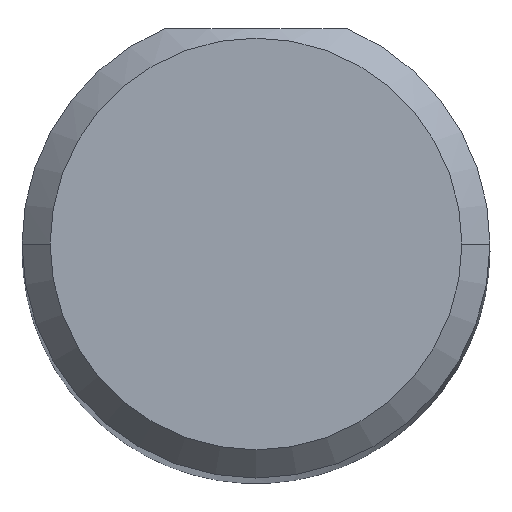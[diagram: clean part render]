
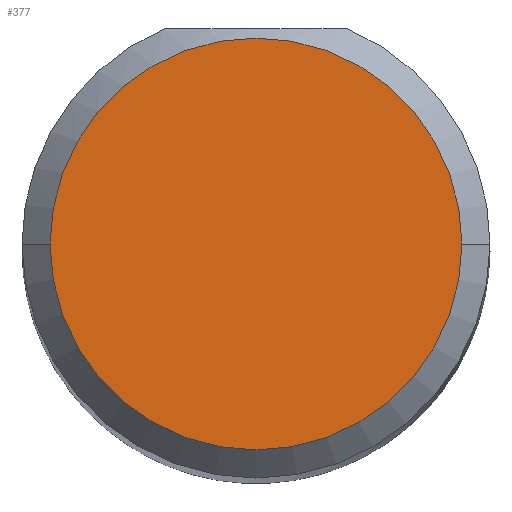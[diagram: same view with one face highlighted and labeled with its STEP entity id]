
A CAD part, top view. The second image highlights one B-rep face of the part: STEP entity #377.
In plain terms, the highlighted planar face has unit normal (0, 0, 1).
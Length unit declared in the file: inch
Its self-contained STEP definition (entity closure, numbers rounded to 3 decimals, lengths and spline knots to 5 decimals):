
#2 = EDGE_CURVE ( 'NONE', #524, #191, #213, .T. ) ;
#58 = CARTESIAN_POINT ( 'NONE',  ( 0., 0., 2.5 ) ) ;
#97 = EDGE_LOOP ( 'NONE', ( #510, #221 ) ) ;
#101 = CARTESIAN_POINT ( 'NONE',  ( 0., 0., 2.5 ) ) ;
#137 = DIRECTION ( 'NONE',  ( 0., 0., 1. ) ) ;
#177 = AXIS2_PLACEMENT_3D ( 'NONE', #58, #240, #232 ) ;
#191 = VERTEX_POINT ( 'NONE', #318 ) ;
#213 = CIRCLE ( 'NONE', #177, 0.11 ) ;
#220 = CARTESIAN_POINT ( 'NONE',  ( 0., 0., 2.5 ) ) ;
#221 = ORIENTED_EDGE ( 'NONE', *, *, #2, .T. ) ;
#232 = DIRECTION ( 'NONE',  ( 1., 0., 0. ) ) ;
#240 = DIRECTION ( 'NONE',  ( 0., 0., 1. ) ) ;
#271 = AXIS2_PLACEMENT_3D ( 'NONE', #101, #137, #463 ) ;
#294 = PLANE ( 'NONE',  #271 ) ;
#318 = CARTESIAN_POINT ( 'NONE',  ( -0.11, 0., 2.5 ) ) ;
#319 = CARTESIAN_POINT ( 'NONE',  ( 0.11, 0., 2.5 ) ) ;
#320 = CIRCLE ( 'NONE', #350, 0.11 ) ;
#336 = FACE_OUTER_BOUND ( 'NONE', #97, .T. ) ;
#341 = DIRECTION ( 'NONE',  ( 1., 0., 0. ) ) ;
#350 = AXIS2_PLACEMENT_3D ( 'NONE', #220, #416, #341 ) ;
#373 = EDGE_CURVE ( 'NONE', #191, #524, #320, .T. ) ;
#377 = ADVANCED_FACE ( 'NONE', ( #336 ), #294, .T. ) ;
#416 = DIRECTION ( 'NONE',  ( 0., 0., 1. ) ) ;
#463 = DIRECTION ( 'NONE',  ( 1., 0., 0. ) ) ;
#510 = ORIENTED_EDGE ( 'NONE', *, *, #373, .T. ) ;
#524 = VERTEX_POINT ( 'NONE', #319 ) ;
